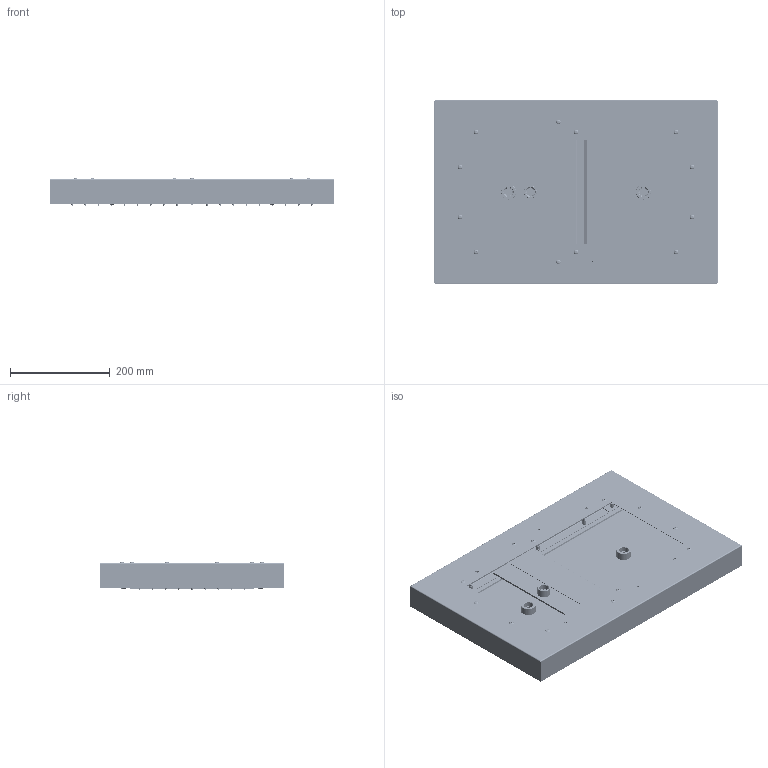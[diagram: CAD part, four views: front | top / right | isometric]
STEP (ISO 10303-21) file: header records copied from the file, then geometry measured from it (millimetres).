
FILE_DESCRIPTION(('STEP AP214'),'1');
FILE_NAME('Art.68950.stp','2022-09-05T09:10:20',(' '),(' '),'Spatial InterOp 3D',' ',' ');
FILE_SCHEMA(('AUTOMOTIVE_DESIGN { 1 0 10303 214 1 1 1 1 }'));
Length unit declared in the file: millimetre
Products named in the file (1): Art.68950
Bounding box: 570 x 370 x 54.8 mm (x, y, z)
Volume: 1093783.3 mm3; surface area: 1473071.7 mm2
Topology: 1 solids, 13 shells, 4123 faces, 9776 edges, 6271 vertices
Faces by surface type: torus 1528, plane 1256, cylinder 1098, cone 221, bspline 20
Full cylindrical faces by diameter (mm): 1.5 x160, 1.7 x160, 2.6 x12, 4.2 x2, 4.8 x12, 5 x186, 5.2 x14, 6 x2, 6.5 x4, 6.9 x14, 7 x4, 8.2 x14, 8.5 x2, 10 x172, 14 x3, 16.4 x3, 18.631 x3, 22.9 x1, 23.1 x1, 25.9 x1, 28 x2, 28.2 x2, 30 x2
Entity records: 130739 total; most frequent: DIRECTION 18302, CARTESIAN_POINT 16278, ORIENTED_EDGE 12182, AXIS2_PLACEMENT_3D 8139, EDGE_LOOP 7638, FACE_OUTER_BOUND 6407, EDGE_CURVE 6091, VERTEX_POINT 5075
